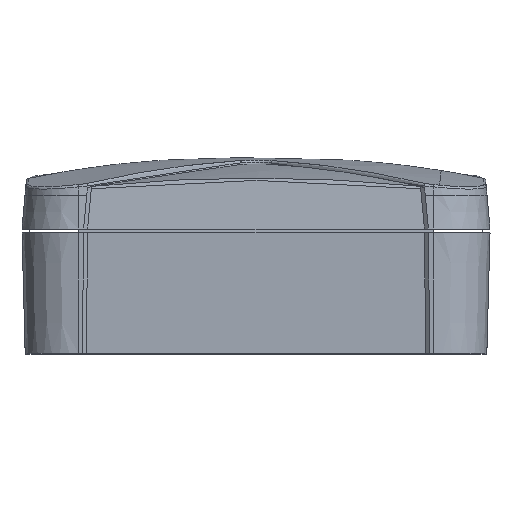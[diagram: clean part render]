
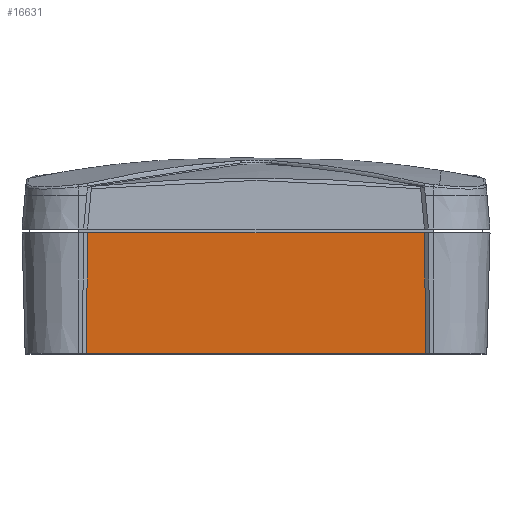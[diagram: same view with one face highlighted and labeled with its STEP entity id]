
A CAD part, top view. The second image highlights one B-rep face of the part: STEP entity #16631.
In plain terms, the highlighted planar face has unit normal (0, -0.026, 1).
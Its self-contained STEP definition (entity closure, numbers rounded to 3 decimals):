
#496 = EDGE_LOOP ( 'NONE', ( #23199, #548, #14976, #1263 ) ) ;
#548 = ORIENTED_EDGE ( 'NONE', *, *, #38311, .F. ) ;
#1263 = ORIENTED_EDGE ( 'NONE', *, *, #2404, .T. ) ;
#2404 = EDGE_CURVE ( 'NONE', #33831, #7419, #15510, .T. ) ;
#5365 = LINE ( 'NONE', #11812, #29526 ) ;
#6263 = CARTESIAN_POINT ( 'NONE',  ( -66.308, -19.611, 32.507 ) ) ;
#6414 = LINE ( 'NONE', #22162, #32327 ) ;
#7177 = CARTESIAN_POINT ( 'NONE',  ( -20.655, -3.311, 32.934 ) ) ;
#7419 = VERTEX_POINT ( 'NONE', #33106 ) ;
#7912 = CARTESIAN_POINT ( 'NONE',  ( -66.14, -3.311, 32.934 ) ) ;
#9082 = DIRECTION ( 'NONE',  ( 1., 0., 0. ) ) ;
#11812 = CARTESIAN_POINT ( 'NONE',  ( -66.14, -19.611, 32.507 ) ) ;
#13674 = EDGE_CURVE ( 'NONE', #30262, #33831, #5365, .T. ) ;
#14976 = ORIENTED_EDGE ( 'NONE', *, *, #13674, .T. ) ;
#15510 = LINE ( 'NONE', #7177, #26429 ) ;
#16631 = ADVANCED_FACE ( 'NONE', ( #16873 ), #29094, .T. ) ;
#16873 = FACE_OUTER_BOUND ( 'NONE', #496, .T. ) ;
#22162 = CARTESIAN_POINT ( 'NONE',  ( -66.14, -3.311, 32.934 ) ) ;
#22755 = CARTESIAN_POINT ( 'NONE',  ( -66.14, -3.311, 32.934 ) ) ;
#23199 = ORIENTED_EDGE ( 'NONE', *, *, #32245, .T. ) ;
#23228 = LINE ( 'NONE', #40855, #36687 ) ;
#26429 = VECTOR ( 'NONE', #38925, 1000. ) ;
#29094 = PLANE ( 'NONE',  #37766 ) ;
#29526 = VECTOR ( 'NONE', #9082, 1000. ) ;
#30262 = VERTEX_POINT ( 'NONE', #6263 ) ;
#32245 = EDGE_CURVE ( 'NONE', #7419, #36313, #23228, .T. ) ;
#32327 = VECTOR ( 'NONE', #35065, 1000. ) ;
#33106 = CARTESIAN_POINT ( 'NONE',  ( -20.655, -3.311, 32.934 ) ) ;
#33762 = CARTESIAN_POINT ( 'NONE',  ( -20.487, -19.611, 32.507 ) ) ;
#33831 = VERTEX_POINT ( 'NONE', #33762 ) ;
#35065 = DIRECTION ( 'NONE',  ( 0.01, 1., 0.026 ) ) ;
#36313 = VERTEX_POINT ( 'NONE', #22755 ) ;
#36687 = VECTOR ( 'NONE', #36926, 1000. ) ;
#36926 = DIRECTION ( 'NONE',  ( -1., 0., 0. ) ) ;
#37766 = AXIS2_PLACEMENT_3D ( 'NONE', #7912, #40476, #39853 ) ;
#38311 = EDGE_CURVE ( 'NONE', #30262, #36313, #6414, .T. ) ;
#38925 = DIRECTION ( 'NONE',  ( -0.01, 1., 0.026 ) ) ;
#39853 = DIRECTION ( 'NONE',  ( 0., -1., -0.026 ) ) ;
#40476 = DIRECTION ( 'NONE',  ( 0., -0.026, 1. ) ) ;
#40855 = CARTESIAN_POINT ( 'NONE',  ( -66.14, -3.311, 32.934 ) ) ;
